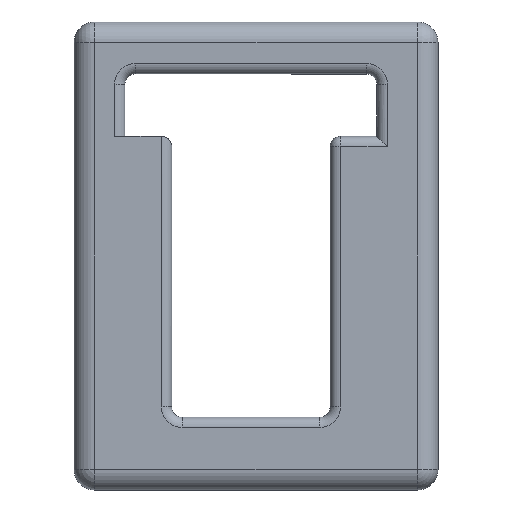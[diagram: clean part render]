
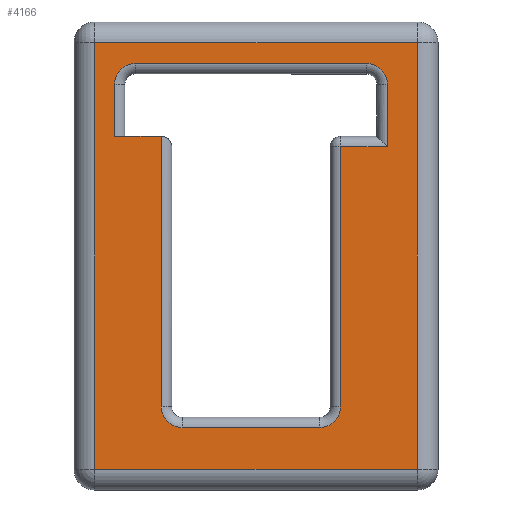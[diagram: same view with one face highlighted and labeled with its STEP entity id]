
A CAD part, front view. The second image highlights one B-rep face of the part: STEP entity #4166.
In plain terms, the highlighted planar face has unit normal (0, -1, 0).
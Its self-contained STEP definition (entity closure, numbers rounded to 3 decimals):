
#52 = LINE ( 'NONE', #3549, #2007 ) ;
#204 = EDGE_CURVE ( 'NONE', #2151, #4074, #4395, .T. ) ;
#242 = EDGE_CURVE ( 'NONE', #2370, #4431, #1079, .T. ) ;
#305 = EDGE_LOOP ( 'NONE', ( #1430, #2627, #1289, #3787, #3118, #3559, #3387, #3612, #2921, #691, #1948, #2597 ) ) ;
#334 = CARTESIAN_POINT ( 'NONE',  ( 0., 0., 18.5 ) ) ;
#430 = VECTOR ( 'NONE', #2366, 1000. ) ;
#460 = LINE ( 'NONE', #3109, #519 ) ;
#482 = CARTESIAN_POINT ( 'NONE',  ( -13.6, 0., 16.5 ) ) ;
#511 = CARTESIAN_POINT ( 'NONE',  ( -12.6, 0., 11.5 ) ) ;
#519 = VECTOR ( 'NONE', #805, 1000. ) ;
#526 = LINE ( 'NONE', #3280, #2836 ) ;
#624 = VERTEX_POINT ( 'NONE', #1971 ) ;
#691 = ORIENTED_EDGE ( 'NONE', *, *, #204, .T. ) ;
#729 = VECTOR ( 'NONE', #1304, 1000. ) ;
#788 = EDGE_LOOP ( 'NONE', ( #2391, #2312, #3134, #4018 ) ) ;
#805 = DIRECTION ( 'NONE',  ( 0., 0., -1. ) ) ;
#813 = VECTOR ( 'NONE', #2373, 1000. ) ;
#871 = VERTEX_POINT ( 'NONE', #482 ) ;
#882 = VERTEX_POINT ( 'NONE', #2139 ) ;
#903 = DIRECTION ( 'NONE',  ( 0., 0., 1. ) ) ;
#933 = EDGE_CURVE ( 'NONE', #882, #624, #1209, .T. ) ;
#944 = LINE ( 'NONE', #4049, #4059 ) ;
#1018 = LINE ( 'NONE', #334, #813 ) ;
#1079 = LINE ( 'NONE', #4075, #3685 ) ;
#1109 = EDGE_CURVE ( 'NONE', #4085, #2257, #2031, .T. ) ;
#1112 = DIRECTION ( 'NONE',  ( 0., 0., 1. ) ) ;
#1131 = CARTESIAN_POINT ( 'NONE',  ( 0., 0., 0. ) ) ;
#1209 = LINE ( 'NONE', #1576, #3650 ) ;
#1238 = VERTEX_POINT ( 'NONE', #3477 ) ;
#1258 = CARTESIAN_POINT ( 'NONE',  ( -11.6, 0., 18.5 ) ) ;
#1289 = ORIENTED_EDGE ( 'NONE', *, *, #1506, .F. ) ;
#1297 = CIRCLE ( 'NONE', #1444, 2. ) ;
#1304 = DIRECTION ( 'NONE',  ( -1., 0., 0. ) ) ;
#1337 = EDGE_CURVE ( 'NONE', #2702, #3006, #1297, .T. ) ;
#1430 = ORIENTED_EDGE ( 'NONE', *, *, #3521, .T. ) ;
#1435 = DIRECTION ( 'NONE',  ( -1., 0., 0. ) ) ;
#1444 = AXIS2_PLACEMENT_3D ( 'NONE', #2822, #4202, #1112 ) ;
#1449 = CIRCLE ( 'NONE', #4180, 2. ) ;
#1467 = DIRECTION ( 'NONE',  ( 0., 0., 1. ) ) ;
#1506 = EDGE_CURVE ( 'NONE', #2799, #871, #3192, .T. ) ;
#1576 = CARTESIAN_POINT ( 'NONE',  ( 8.129, 0., 0. ) ) ;
#1628 = EDGE_CURVE ( 'NONE', #2702, #2467, #460, .T. ) ;
#1641 = VECTOR ( 'NONE', #3909, 1000. ) ;
#1677 = AXIS2_PLACEMENT_3D ( 'NONE', #3084, #3289, #903 ) ;
#1713 = CARTESIAN_POINT ( 'NONE',  ( 15.5, 0., 0. ) ) ;
#1750 = CARTESIAN_POINT ( 'NONE',  ( 15.5, 0., 20.5 ) ) ;
#1772 = FACE_OUTER_BOUND ( 'NONE', #788, .T. ) ;
#1834 = LINE ( 'NONE', #511, #2101 ) ;
#1900 = DIRECTION ( 'NONE',  ( 0., -1., 0. ) ) ;
#1948 = ORIENTED_EDGE ( 'NONE', *, *, #3404, .F. ) ;
#1971 = CARTESIAN_POINT ( 'NONE',  ( 8.129, 0., -14.5 ) ) ;
#2007 = VECTOR ( 'NONE', #1435, 1000. ) ;
#2023 = CARTESIAN_POINT ( 'NONE',  ( 6.129, 0., -16.5 ) ) ;
#2031 = LINE ( 'NONE', #1713, #430 ) ;
#2032 = DIRECTION ( 'NONE',  ( 0., 0., 1. ) ) ;
#2101 = VECTOR ( 'NONE', #3198, 1000. ) ;
#2113 = LINE ( 'NONE', #3126, #1641 ) ;
#2139 = CARTESIAN_POINT ( 'NONE',  ( 8.129, 0., 10.5 ) ) ;
#2151 = VERTEX_POINT ( 'NONE', #2023 ) ;
#2159 = DIRECTION ( 'NONE',  ( -1., 0., 0. ) ) ;
#2221 = VERTEX_POINT ( 'NONE', #3835 ) ;
#2257 = VERTEX_POINT ( 'NONE', #1750 ) ;
#2312 = ORIENTED_EDGE ( 'NONE', *, *, #242, .T. ) ;
#2366 = DIRECTION ( 'NONE',  ( 0., 0., 1. ) ) ;
#2370 = VERTEX_POINT ( 'NONE', #3699 ) ;
#2373 = DIRECTION ( 'NONE',  ( 1., 0., 0. ) ) ;
#2391 = ORIENTED_EDGE ( 'NONE', *, *, #3730, .T. ) ;
#2424 = PLANE ( 'NONE',  #2708 ) ;
#2435 = DIRECTION ( 'NONE',  ( 0., 0., -1. ) ) ;
#2444 = CARTESIAN_POINT ( 'NONE',  ( -7.1, 0., -16.5 ) ) ;
#2467 = VERTEX_POINT ( 'NONE', #3768 ) ;
#2505 = EDGE_CURVE ( 'NONE', #2799, #3006, #1018, .T. ) ;
#2513 = DIRECTION ( 'NONE',  ( 0., 1., 0. ) ) ;
#2563 = DIRECTION ( 'NONE',  ( 1., 0., 0. ) ) ;
#2583 = DIRECTION ( 'NONE',  ( 0., 0., -1. ) ) ;
#2597 = ORIENTED_EDGE ( 'NONE', *, *, #2963, .T. ) ;
#2627 = ORIENTED_EDGE ( 'NONE', *, *, #3694, .T. ) ;
#2702 = VERTEX_POINT ( 'NONE', #3830 ) ;
#2708 = AXIS2_PLACEMENT_3D ( 'NONE', #1131, #2513, #3139 ) ;
#2764 = CARTESIAN_POINT ( 'NONE',  ( 10.629, 0., 18.5 ) ) ;
#2770 = CARTESIAN_POINT ( 'NONE',  ( -11.6, 0., 16.5 ) ) ;
#2776 = EDGE_CURVE ( 'NONE', #4431, #4085, #526, .T. ) ;
#2799 = VERTEX_POINT ( 'NONE', #1258 ) ;
#2822 = CARTESIAN_POINT ( 'NONE',  ( 10.629, 0., 16.5 ) ) ;
#2836 = VECTOR ( 'NONE', #2563, 1000. ) ;
#2900 = CARTESIAN_POINT ( 'NONE',  ( -7.1, 0., -14.5 ) ) ;
#2921 = ORIENTED_EDGE ( 'NONE', *, *, #3561, .F. ) ;
#2963 = EDGE_CURVE ( 'NONE', #3732, #2221, #944, .T. ) ;
#3006 = VERTEX_POINT ( 'NONE', #2764 ) ;
#3084 = CARTESIAN_POINT ( 'NONE',  ( 6.129, 0., -14.5 ) ) ;
#3109 = CARTESIAN_POINT ( 'NONE',  ( 12.629, 0., 0. ) ) ;
#3118 = ORIENTED_EDGE ( 'NONE', *, *, #1337, .F. ) ;
#3123 = AXIS2_PLACEMENT_3D ( 'NONE', #2770, #3870, #3171 ) ;
#3126 = CARTESIAN_POINT ( 'NONE',  ( -13.6, 0., 0. ) ) ;
#3134 = ORIENTED_EDGE ( 'NONE', *, *, #2776, .T. ) ;
#3139 = DIRECTION ( 'NONE',  ( 0., 0., 1. ) ) ;
#3145 = LINE ( 'NONE', #4204, #3726 ) ;
#3171 = DIRECTION ( 'NONE',  ( 0., 0., 1. ) ) ;
#3192 = CIRCLE ( 'NONE', #3123, 2. ) ;
#3198 = DIRECTION ( 'NONE',  ( -1., 0., 0. ) ) ;
#3259 = CARTESIAN_POINT ( 'NONE',  ( 0., 0., -16.5 ) ) ;
#3280 = CARTESIAN_POINT ( 'NONE',  ( 0., 0., -20.5 ) ) ;
#3289 = DIRECTION ( 'NONE',  ( 0., -1., 0. ) ) ;
#3387 = ORIENTED_EDGE ( 'NONE', *, *, #3744, .T. ) ;
#3404 = EDGE_CURVE ( 'NONE', #3732, #4074, #1449, .T. ) ;
#3470 = CARTESIAN_POINT ( 'NONE',  ( -15.5, 0., -20.5 ) ) ;
#3477 = CARTESIAN_POINT ( 'NONE',  ( -13.6, 0., 11.5 ) ) ;
#3494 = CARTESIAN_POINT ( 'NONE',  ( 15.5, 0., -20.5 ) ) ;
#3521 = EDGE_CURVE ( 'NONE', #2221, #1238, #1834, .T. ) ;
#3549 = CARTESIAN_POINT ( 'NONE',  ( 0., 0., 10.5 ) ) ;
#3559 = ORIENTED_EDGE ( 'NONE', *, *, #1628, .T. ) ;
#3561 = EDGE_CURVE ( 'NONE', #2151, #624, #3604, .T. ) ;
#3604 = CIRCLE ( 'NONE', #1677, 2. ) ;
#3612 = ORIENTED_EDGE ( 'NONE', *, *, #933, .T. ) ;
#3650 = VECTOR ( 'NONE', #2583, 1000. ) ;
#3685 = VECTOR ( 'NONE', #2435, 1000. ) ;
#3694 = EDGE_CURVE ( 'NONE', #1238, #871, #2113, .T. ) ;
#3699 = CARTESIAN_POINT ( 'NONE',  ( -15.5, 0., 20.5 ) ) ;
#3726 = VECTOR ( 'NONE', #2159, 1000. ) ;
#3730 = EDGE_CURVE ( 'NONE', #2257, #2370, #3145, .T. ) ;
#3732 = VERTEX_POINT ( 'NONE', #4179 ) ;
#3744 = EDGE_CURVE ( 'NONE', #2467, #882, #52, .T. ) ;
#3768 = CARTESIAN_POINT ( 'NONE',  ( 12.629, 0., 10.5 ) ) ;
#3787 = ORIENTED_EDGE ( 'NONE', *, *, #2505, .T. ) ;
#3830 = CARTESIAN_POINT ( 'NONE',  ( 12.629, 0., 16.5 ) ) ;
#3835 = CARTESIAN_POINT ( 'NONE',  ( -9.1, 0., 11.5 ) ) ;
#3870 = DIRECTION ( 'NONE',  ( 0., -1., 0. ) ) ;
#3909 = DIRECTION ( 'NONE',  ( 0., 0., 1. ) ) ;
#4018 = ORIENTED_EDGE ( 'NONE', *, *, #1109, .T. ) ;
#4049 = CARTESIAN_POINT ( 'NONE',  ( -9.1, 0., 0. ) ) ;
#4059 = VECTOR ( 'NONE', #2032, 1000. ) ;
#4074 = VERTEX_POINT ( 'NONE', #2444 ) ;
#4075 = CARTESIAN_POINT ( 'NONE',  ( -15.5, 0., 0. ) ) ;
#4085 = VERTEX_POINT ( 'NONE', #3494 ) ;
#4166 = ADVANCED_FACE ( 'NONE', ( #4217, #1772 ), #2424, .F. ) ;
#4179 = CARTESIAN_POINT ( 'NONE',  ( -9.1, 0., -14.5 ) ) ;
#4180 = AXIS2_PLACEMENT_3D ( 'NONE', #2900, #1900, #1467 ) ;
#4202 = DIRECTION ( 'NONE',  ( 0., -1., 0. ) ) ;
#4204 = CARTESIAN_POINT ( 'NONE',  ( 0., 0., 20.5 ) ) ;
#4217 = FACE_BOUND ( 'NONE', #305, .T. ) ;
#4395 = LINE ( 'NONE', #3259, #729 ) ;
#4431 = VERTEX_POINT ( 'NONE', #3470 ) ;
